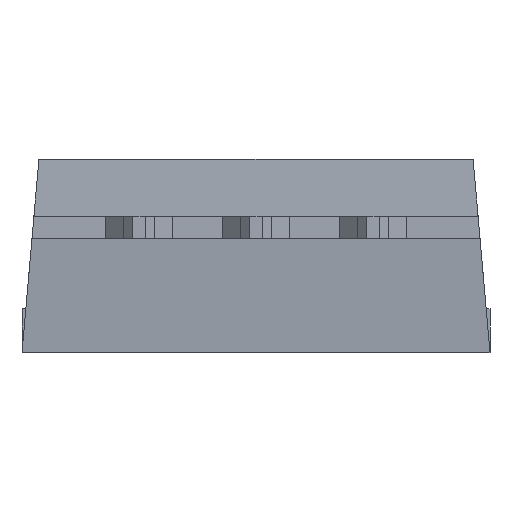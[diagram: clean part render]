
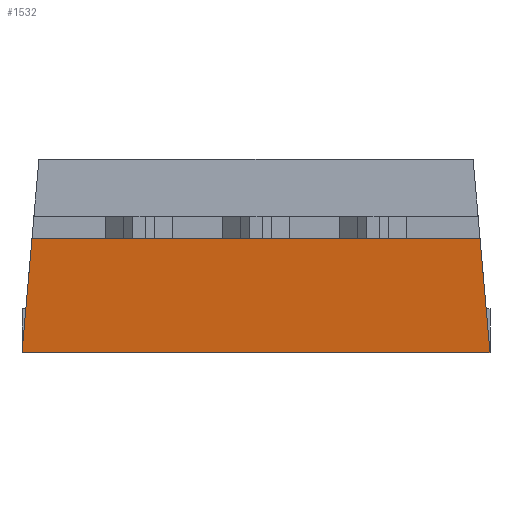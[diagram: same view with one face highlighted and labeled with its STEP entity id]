
A CAD part, front view. The second image highlights one B-rep face of the part: STEP entity #1532.
In plain terms, the highlighted planar face has unit normal (0, -0.996, -0.087).
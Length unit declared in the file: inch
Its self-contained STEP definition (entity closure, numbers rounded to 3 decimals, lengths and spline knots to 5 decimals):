
#24 = LINE ( 'NONE', #863, #1379 ) ;
#70 = DIRECTION ( 'NONE',  ( -1., 0., 0. ) ) ;
#188 = CARTESIAN_POINT ( 'NONE',  ( 0.2, 0.25853, -0.107 ) ) ;
#204 = DIRECTION ( 'NONE',  ( 0.087, 0.087, -0.992 ) ) ;
#366 = ORIENTED_EDGE ( 'NONE', *, *, #1316, .F. ) ;
#435 = AXIS2_PLACEMENT_3D ( 'NONE', #1863, #958, #775 ) ;
#443 = VECTOR ( 'NONE', #852, 39.37008 ) ;
#448 = VECTOR ( 'NONE', #1807, 39.37008 ) ;
#478 = EDGE_CURVE ( 'NONE', #1612, #885, #24, .T. ) ;
#543 = LINE ( 'NONE', #2014, #1936 ) ;
#775 = DIRECTION ( 'NONE',  ( 0., -0.087, 0.996 ) ) ;
#852 = DIRECTION ( 'NONE',  ( 0.087, -0.087, 0.992 ) ) ;
#863 = CARTESIAN_POINT ( 'NONE',  ( 0.2, 0.25853, -0.107 ) ) ;
#885 = VERTEX_POINT ( 'NONE', #188 ) ;
#902 = EDGE_CURVE ( 'NONE', #885, #2291, #1578, .T. ) ;
#958 = DIRECTION ( 'NONE',  ( 0., 0.996, 0.087 ) ) ;
#1098 = EDGE_LOOP ( 'NONE', ( #366, #1842, #2173, #1372 ) ) ;
#1163 = PLANE ( 'NONE',  #435 ) ;
#1316 = EDGE_CURVE ( 'NONE', #2291, #1707, #2057, .T. ) ;
#1372 = ORIENTED_EDGE ( 'NONE', *, *, #2308, .T. ) ;
#1379 = VECTOR ( 'NONE', #204, 39.37008 ) ;
#1383 = CARTESIAN_POINT ( 'NONE',  ( 0.19147, 0.25, -0.0095 ) ) ;
#1447 = CARTESIAN_POINT ( 'NONE',  ( 0.2, 0.25853, -0.107 ) ) ;
#1532 = ADVANCED_FACE ( 'NONE', ( #2263 ), #1163, .F. ) ;
#1578 = LINE ( 'NONE', #1447, #448 ) ;
#1612 = VERTEX_POINT ( 'NONE', #1383 ) ;
#1707 = VERTEX_POINT ( 'NONE', #2151 ) ;
#1807 = DIRECTION ( 'NONE',  ( -1., 0., 0. ) ) ;
#1842 = ORIENTED_EDGE ( 'NONE', *, *, #902, .F. ) ;
#1863 = CARTESIAN_POINT ( 'NONE',  ( 0.2, 0.25853, -0.107 ) ) ;
#1936 = VECTOR ( 'NONE', #70, 39.37008 ) ;
#1946 = CARTESIAN_POINT ( 'NONE',  ( -0.19698, 0.25551, -0.07253 ) ) ;
#1993 = CARTESIAN_POINT ( 'NONE',  ( -0.2, 0.25853, -0.107 ) ) ;
#2014 = CARTESIAN_POINT ( 'NONE',  ( 0.2, 0.25, -0.0095 ) ) ;
#2057 = LINE ( 'NONE', #1946, #443 ) ;
#2151 = CARTESIAN_POINT ( 'NONE',  ( -0.19147, 0.25, -0.0095 ) ) ;
#2173 = ORIENTED_EDGE ( 'NONE', *, *, #478, .F. ) ;
#2263 = FACE_OUTER_BOUND ( 'NONE', #1098, .T. ) ;
#2291 = VERTEX_POINT ( 'NONE', #1993 ) ;
#2308 = EDGE_CURVE ( 'NONE', #1612, #1707, #543, .T. ) ;
